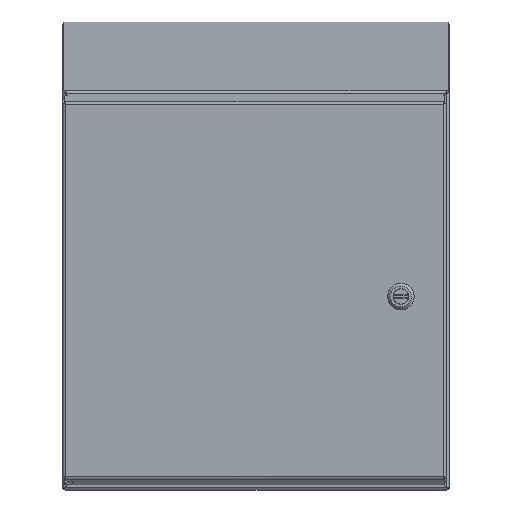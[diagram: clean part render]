
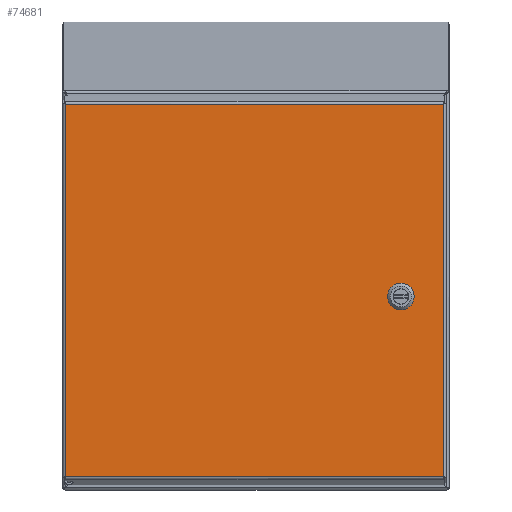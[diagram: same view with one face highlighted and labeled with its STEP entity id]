
A CAD part, top view. The second image highlights one B-rep face of the part: STEP entity #74681.
In plain terms, the highlighted planar face has unit normal (0, 0, 1).
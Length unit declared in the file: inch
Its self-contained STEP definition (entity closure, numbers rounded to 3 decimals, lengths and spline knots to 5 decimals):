
#199 = DIRECTION ( 'NONE',  ( 0., -1., 0. ) ) ;
#869 = EDGE_CURVE ( 'NONE', #6792, #33370, #49630, .T. ) ;
#1603 = EDGE_CURVE ( 'NONE', #35036, #58131, #26300, .T. ) ;
#2421 = VECTOR ( 'NONE', #199, 39.37008 ) ;
#3248 = ORIENTED_EDGE ( 'NONE', *, *, #77217, .T. ) ;
#4935 = EDGE_CURVE ( 'NONE', #80840, #39694, #71239, .T. ) ;
#5973 = DIRECTION ( 'NONE',  ( 0., 0., -1. ) ) ;
#6792 = VERTEX_POINT ( 'NONE', #80354 ) ;
#7684 = EDGE_LOOP ( 'NONE', ( #13816, #19362, #26770, #47026 ) ) ;
#7785 = FACE_OUTER_BOUND ( 'NONE', #7684, .T. ) ;
#8153 = EDGE_CURVE ( 'NONE', #64221, #15193, #39599, .T. ) ;
#8454 = LINE ( 'NONE', #67291, #64185 ) ;
#11654 = DIRECTION ( 'NONE',  ( 0., 1., 0. ) ) ;
#13816 = ORIENTED_EDGE ( 'NONE', *, *, #8153, .T. ) ;
#15040 = LINE ( 'NONE', #85749, #49779 ) ;
#15193 = VERTEX_POINT ( 'NONE', #53423 ) ;
#15982 = AXIS2_PLACEMENT_3D ( 'NONE', #33220, #80778, #27361 ) ;
#17018 = EDGE_CURVE ( 'NONE', #72608, #64221, #39106, .T. ) ;
#18850 = EDGE_LOOP ( 'NONE', ( #40097, #25556, #66334, #3248, #20220, #47813, #44933, #48624 ) ) ;
#18882 = LINE ( 'NONE', #33894, #73546 ) ;
#19173 = VERTEX_POINT ( 'NONE', #72124 ) ;
#19362 = ORIENTED_EDGE ( 'NONE', *, *, #53936, .T. ) ;
#20220 = ORIENTED_EDGE ( 'NONE', *, *, #869, .T. ) ;
#20638 = DIRECTION ( 'NONE',  ( 1., 0., 0. ) ) ;
#23127 = EDGE_CURVE ( 'NONE', #33370, #80840, #78846, .T. ) ;
#25556 = ORIENTED_EDGE ( 'NONE', *, *, #77934, .T. ) ;
#25768 = EDGE_CURVE ( 'NONE', #39694, #54052, #15040, .T. ) ;
#25778 = FACE_BOUND ( 'NONE', #18850, .T. ) ;
#26300 = CIRCLE ( 'NONE', #59547, 0.453 ) ;
#26770 = ORIENTED_EDGE ( 'NONE', *, *, #53433, .T. ) ;
#27361 = DIRECTION ( 'NONE',  ( 1., 0., 0. ) ) ;
#28168 = CARTESIAN_POINT ( 'NONE',  ( 5.78776, -2.06633, 8.8865 ) ) ;
#31359 = VERTEX_POINT ( 'NONE', #42541 ) ;
#33220 = CARTESIAN_POINT ( 'NONE',  ( -0.06118, -1.41683, 8.8865 ) ) ;
#33370 = VERTEX_POINT ( 'NONE', #34237 ) ;
#33894 = CARTESIAN_POINT ( 'NONE',  ( -0.06118, -9.14001, 8.8865 ) ) ;
#34237 = CARTESIAN_POINT ( 'NONE',  ( 6.21488, -2.06633, 8.8865 ) ) ;
#35036 = VERTEX_POINT ( 'NONE', #84314 ) ;
#35525 = CARTESIAN_POINT ( 'NONE',  ( 5.60182, -1.45327, 8.8865 ) ) ;
#36685 = CIRCLE ( 'NONE', #72863, 0.453 ) ;
#36967 = CARTESIAN_POINT ( 'NONE',  ( 7.77107, -9.14001, 8.8865 ) ) ;
#39106 = LINE ( 'NONE', #59320, #69557 ) ;
#39599 = LINE ( 'NONE', #53033, #55372 ) ;
#39694 = VERTEX_POINT ( 'NONE', #41644 ) ;
#39760 = DIRECTION ( 'NONE',  ( 0., -1., 0. ) ) ;
#40097 = ORIENTED_EDGE ( 'NONE', *, *, #49209, .T. ) ;
#41101 = CARTESIAN_POINT ( 'NONE',  ( -0.06118, -1.26733, 8.8865 ) ) ;
#41644 = CARTESIAN_POINT ( 'NONE',  ( 5.60182, -1.8804, 8.8865 ) ) ;
#42541 = CARTESIAN_POINT ( 'NONE',  ( 5.78782, -1.26733, 8.8865 ) ) ;
#44181 = DIRECTION ( 'NONE',  ( -1., 0., 0. ) ) ;
#44933 = ORIENTED_EDGE ( 'NONE', *, *, #4935, .T. ) ;
#45288 = AXIS2_PLACEMENT_3D ( 'NONE', #71578, #58734, #78881 ) ;
#45453 = DIRECTION ( 'NONE',  ( 0., 0., -1. ) ) ;
#45927 = DIRECTION ( 'NONE',  ( -1., 0., 0. ) ) ;
#46994 = CARTESIAN_POINT ( 'NONE',  ( -7.89343, -1.41683, 8.8865 ) ) ;
#47026 = ORIENTED_EDGE ( 'NONE', *, *, #17018, .T. ) ;
#47813 = ORIENTED_EDGE ( 'NONE', *, *, #23127, .T. ) ;
#48530 = CARTESIAN_POINT ( 'NONE',  ( 7.77107, 6.30634, 8.8865 ) ) ;
#48624 = ORIENTED_EDGE ( 'NONE', *, *, #25768, .T. ) ;
#49209 = EDGE_CURVE ( 'NONE', #54052, #31359, #36685, .T. ) ;
#49630 = CIRCLE ( 'NONE', #45288, 0.453 ) ;
#49779 = VECTOR ( 'NONE', #72804, 39.37008 ) ;
#52264 = CARTESIAN_POINT ( 'NONE',  ( 6.00129, -1.66688, 8.8865 ) ) ;
#53033 = CARTESIAN_POINT ( 'NONE',  ( -0.06118, 6.30634, 8.8865 ) ) ;
#53260 = PLANE ( 'NONE',  #15982 ) ;
#53423 = CARTESIAN_POINT ( 'NONE',  ( -7.89343, 6.30634, 8.8865 ) ) ;
#53433 = EDGE_CURVE ( 'NONE', #19173, #72608, #18882, .T. ) ;
#53936 = EDGE_CURVE ( 'NONE', #15193, #19173, #71897, .T. ) ;
#54052 = VERTEX_POINT ( 'NONE', #35525 ) ;
#55249 = DIRECTION ( 'NONE',  ( 1., 0., 0. ) ) ;
#55372 = VECTOR ( 'NONE', #60064, 39.37008 ) ;
#55605 = VECTOR ( 'NONE', #55249, 39.37008 ) ;
#57375 = DIRECTION ( 'NONE',  ( -1., 0., 0. ) ) ;
#57487 = CARTESIAN_POINT ( 'NONE',  ( 6.00129, -1.66679, 8.8865 ) ) ;
#57705 = LINE ( 'NONE', #41101, #55605 ) ;
#57945 = DIRECTION ( 'NONE',  ( 0., 0., -1. ) ) ;
#58131 = VERTEX_POINT ( 'NONE', #63713 ) ;
#58734 = DIRECTION ( 'NONE',  ( 0., 0., -1. ) ) ;
#58994 = VECTOR ( 'NONE', #44181, 39.37008 ) ;
#59320 = CARTESIAN_POINT ( 'NONE',  ( 7.77107, -1.41683, 8.8865 ) ) ;
#59547 = AXIS2_PLACEMENT_3D ( 'NONE', #57487, #5973, #45927 ) ;
#60064 = DIRECTION ( 'NONE',  ( -1., 0., 0. ) ) ;
#63713 = CARTESIAN_POINT ( 'NONE',  ( 6.40082, -1.45327, 8.8865 ) ) ;
#64035 = CARTESIAN_POINT ( 'NONE',  ( 6.00132, -1.66683, 8.8865 ) ) ;
#64185 = VECTOR ( 'NONE', #39760, 39.37008 ) ;
#64221 = VERTEX_POINT ( 'NONE', #48530 ) ;
#64567 = DIRECTION ( 'NONE',  ( -1., 0., 0. ) ) ;
#66334 = ORIENTED_EDGE ( 'NONE', *, *, #1603, .T. ) ;
#67291 = CARTESIAN_POINT ( 'NONE',  ( 6.40082, -1.41683, 8.8865 ) ) ;
#69557 = VECTOR ( 'NONE', #11654, 39.37008 ) ;
#70954 = CARTESIAN_POINT ( 'NONE',  ( -0.06118, -2.06633, 8.8865 ) ) ;
#71239 = CIRCLE ( 'NONE', #79565, 0.453 ) ;
#71578 = CARTESIAN_POINT ( 'NONE',  ( 6.00132, -1.66683, 8.8865 ) ) ;
#71897 = LINE ( 'NONE', #46994, #2421 ) ;
#72124 = CARTESIAN_POINT ( 'NONE',  ( -7.89343, -9.14001, 8.8865 ) ) ;
#72608 = VERTEX_POINT ( 'NONE', #36967 ) ;
#72804 = DIRECTION ( 'NONE',  ( 0., 1., 0. ) ) ;
#72863 = AXIS2_PLACEMENT_3D ( 'NONE', #52264, #45453, #64567 ) ;
#73546 = VECTOR ( 'NONE', #20638, 39.37008 ) ;
#74681 = ADVANCED_FACE ( 'NONE', ( #25778, #7785 ), #53260, .T. ) ;
#77217 = EDGE_CURVE ( 'NONE', #58131, #6792, #8454, .T. ) ;
#77934 = EDGE_CURVE ( 'NONE', #31359, #35036, #57705, .T. ) ;
#78846 = LINE ( 'NONE', #70954, #58994 ) ;
#78881 = DIRECTION ( 'NONE',  ( -1., 0., 0. ) ) ;
#79565 = AXIS2_PLACEMENT_3D ( 'NONE', #64035, #57945, #57375 ) ;
#80354 = CARTESIAN_POINT ( 'NONE',  ( 6.40082, -1.8804, 8.8865 ) ) ;
#80778 = DIRECTION ( 'NONE',  ( 0., 0., 1. ) ) ;
#80840 = VERTEX_POINT ( 'NONE', #28168 ) ;
#84314 = CARTESIAN_POINT ( 'NONE',  ( 6.21494, -1.26733, 8.8865 ) ) ;
#85749 = CARTESIAN_POINT ( 'NONE',  ( 5.60182, -1.41683, 8.8865 ) ) ;
